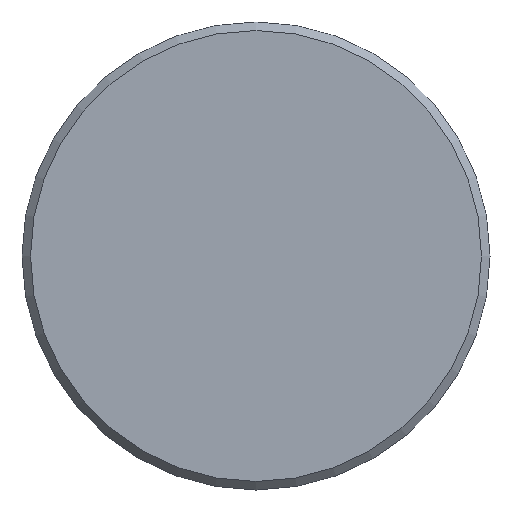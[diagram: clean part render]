
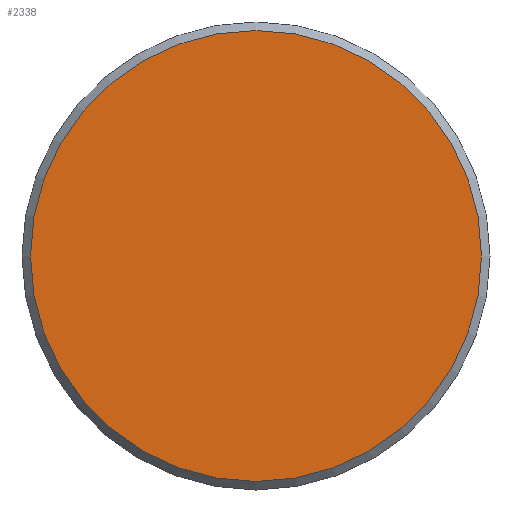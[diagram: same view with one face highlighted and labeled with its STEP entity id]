
A CAD part, front view. The second image highlights one B-rep face of the part: STEP entity #2338.
In plain terms, the highlighted planar face has unit normal (0, -1, 0).
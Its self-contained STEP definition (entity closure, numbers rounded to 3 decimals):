
#44=PLANE('',#2502);
#185=FACE_OUTER_BOUND('',#325,.T.);
#325=EDGE_LOOP('',(#1690));
#1126=CIRCLE('',#2497,26.5);
#1136=VERTEX_POINT('',#3267);
#1354=EDGE_CURVE('',#1136,#1136,#1126,.T.);
#1690=ORIENTED_EDGE('',*,*,#1354,.F.);
#2338=ADVANCED_FACE('',(#185),#44,.F.);
#2497=AXIS2_PLACEMENT_3D('',#3268,#2650,#2651);
#2502=AXIS2_PLACEMENT_3D('',#3278,#2662,#2663);
#2650=DIRECTION('center_axis',(0.,1.,0.));
#2651=DIRECTION('ref_axis',(1.,0.,0.));
#2662=DIRECTION('center_axis',(0.,1.,0.));
#2663=DIRECTION('ref_axis',(0.,0.,1.));
#3267=CARTESIAN_POINT('',(-26.5,0.,0.));
#3268=CARTESIAN_POINT('Origin',(0.,0.,0.));
#3278=CARTESIAN_POINT('Origin',(0.,0.,0.));
